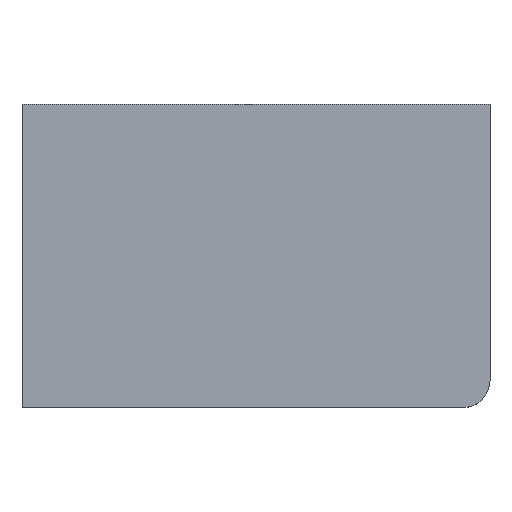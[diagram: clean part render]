
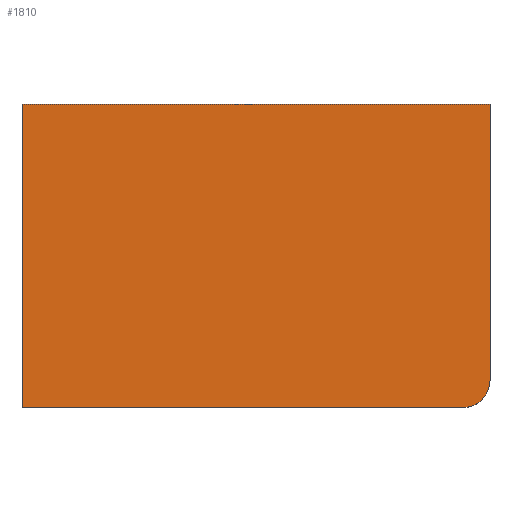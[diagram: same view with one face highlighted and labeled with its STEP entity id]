
A CAD part, top view. The second image highlights one B-rep face of the part: STEP entity #1810.
In plain terms, the highlighted planar face has unit normal (0, 0, 1).
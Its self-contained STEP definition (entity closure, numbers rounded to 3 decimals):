
#74 = PLANE('',#75);
#75 = AXIS2_PLACEMENT_3D('',#76,#77,#78);
#76 = CARTESIAN_POINT('',(44.046,-0.303,25.4));
#77 = DIRECTION('',(1.,0.,0.));
#78 = DIRECTION('',(0.,0.,-1.));
#103 = CYLINDRICAL_SURFACE('',#104,5.08);
#104 = AXIS2_PLACEMENT_3D('',#105,#106,#107);
#105 = CARTESIAN_POINT('',(38.966,-23.004,25.4));
#106 = DIRECTION('',(0.,0.,-1.));
#107 = DIRECTION('',(1.,0.,0.));
#145 = EDGE_CURVE('',#146,#148,#150,.T.);
#146 = VERTEX_POINT('',#147);
#147 = CARTESIAN_POINT('',(38.966,-28.084,25.4));
#148 = VERTEX_POINT('',#149);
#149 = CARTESIAN_POINT('',(44.046,-23.004,25.4));
#150 = SURFACE_CURVE('',#151,(#156,#163),.PCURVE_S1.);
#151 = CIRCLE('',#152,5.08);
#152 = AXIS2_PLACEMENT_3D('',#153,#154,#155);
#153 = CARTESIAN_POINT('',(38.966,-23.004,25.4));
#154 = DIRECTION('',(0.,0.,1.));
#155 = DIRECTION('',(1.,0.,0.));
#156 = PCURVE('',#103,#157);
#157 = DEFINITIONAL_REPRESENTATION('',(#158),#162);
#158 = LINE('',#159,#160);
#159 = CARTESIAN_POINT('',(6.283,0.));
#160 = VECTOR('',#161,1.);
#161 = DIRECTION('',(-1.,0.));
#162 = ( GEOMETRIC_REPRESENTATION_CONTEXT(2) 
PARAMETRIC_REPRESENTATION_CONTEXT() REPRESENTATION_CONTEXT('2D SPACE',''
  ) );
#163 = PCURVE('',#164,#169);
#164 = PLANE('',#165);
#165 = AXIS2_PLACEMENT_3D('',#166,#167,#168);
#166 = CARTESIAN_POINT('',(1.212,-0.303,25.4));
#167 = DIRECTION('',(0.,0.,1.));
#168 = DIRECTION('',(1.,0.,0.));
#169 = DEFINITIONAL_REPRESENTATION('',(#170),#174);
#170 = CIRCLE('',#171,5.08);
#171 = AXIS2_PLACEMENT_2D('',#172,#173);
#172 = CARTESIAN_POINT('',(37.754,-22.701));
#173 = DIRECTION('',(1.,0.));
#174 = ( GEOMETRIC_REPRESENTATION_CONTEXT(2) 
PARAMETRIC_REPRESENTATION_CONTEXT() REPRESENTATION_CONTEXT('2D SPACE',''
  ) );
#190 = PLANE('',#191);
#191 = AXIS2_PLACEMENT_3D('',#192,#193,#194);
#192 = CARTESIAN_POINT('',(1.212,-28.084,25.4));
#193 = DIRECTION('',(0.,1.,0.));
#194 = DIRECTION('',(0.,0.,1.));
#354 = VERTEX_POINT('',#355);
#355 = CARTESIAN_POINT('',(44.046,27.478,25.4));
#362 = PLANE('',#363);
#363 = AXIS2_PLACEMENT_3D('',#364,#365,#366);
#364 = CARTESIAN_POINT('',(1.212,27.478,25.4));
#365 = DIRECTION('',(0.,1.,0.));
#366 = DIRECTION('',(0.,0.,1.));
#405 = VERTEX_POINT('',#406);
#406 = CARTESIAN_POINT('',(-41.621,27.478,25.4));
#420 = PLANE('',#421);
#421 = AXIS2_PLACEMENT_3D('',#422,#423,#424);
#422 = CARTESIAN_POINT('',(-41.621,-0.303,25.4));
#423 = DIRECTION('',(1.,0.,0.));
#424 = DIRECTION('',(0.,0.,-1.));
#432 = EDGE_CURVE('',#405,#354,#433,.T.);
#433 = SURFACE_CURVE('',#434,(#438,#445),.PCURVE_S1.);
#434 = LINE('',#435,#436);
#435 = CARTESIAN_POINT('',(1.212,27.478,25.4));
#436 = VECTOR('',#437,1.);
#437 = DIRECTION('',(1.,0.,0.));
#438 = PCURVE('',#362,#439);
#439 = DEFINITIONAL_REPRESENTATION('',(#440),#444);
#440 = LINE('',#441,#442);
#441 = CARTESIAN_POINT('',(0.,0.));
#442 = VECTOR('',#443,1.);
#443 = DIRECTION('',(0.,1.));
#444 = ( GEOMETRIC_REPRESENTATION_CONTEXT(2) 
PARAMETRIC_REPRESENTATION_CONTEXT() REPRESENTATION_CONTEXT('2D SPACE',''
  ) );
#445 = PCURVE('',#164,#446);
#446 = DEFINITIONAL_REPRESENTATION('',(#447),#451);
#447 = LINE('',#448,#449);
#448 = CARTESIAN_POINT('',(0.,27.781));
#449 = VECTOR('',#450,1.);
#450 = DIRECTION('',(1.,0.));
#451 = ( GEOMETRIC_REPRESENTATION_CONTEXT(2) 
PARAMETRIC_REPRESENTATION_CONTEXT() REPRESENTATION_CONTEXT('2D SPACE',''
  ) );
#529 = VERTEX_POINT('',#530);
#530 = CARTESIAN_POINT('',(-41.621,-28.084,25.4));
#551 = EDGE_CURVE('',#405,#529,#552,.T.);
#552 = SURFACE_CURVE('',#553,(#557,#564),.PCURVE_S1.);
#553 = LINE('',#554,#555);
#554 = CARTESIAN_POINT('',(-41.621,-0.303,25.4));
#555 = VECTOR('',#556,1.);
#556 = DIRECTION('',(0.,-1.,0.));
#557 = PCURVE('',#420,#558);
#558 = DEFINITIONAL_REPRESENTATION('',(#559),#563);
#559 = LINE('',#560,#561);
#560 = CARTESIAN_POINT('',(0.,0.));
#561 = VECTOR('',#562,1.);
#562 = DIRECTION('',(0.,-1.));
#563 = ( GEOMETRIC_REPRESENTATION_CONTEXT(2) 
PARAMETRIC_REPRESENTATION_CONTEXT() REPRESENTATION_CONTEXT('2D SPACE',''
  ) );
#564 = PCURVE('',#164,#565);
#565 = DEFINITIONAL_REPRESENTATION('',(#566),#570);
#566 = LINE('',#567,#568);
#567 = CARTESIAN_POINT('',(-42.834,0.));
#568 = VECTOR('',#569,1.);
#569 = DIRECTION('',(0.,-1.));
#570 = ( GEOMETRIC_REPRESENTATION_CONTEXT(2) 
PARAMETRIC_REPRESENTATION_CONTEXT() REPRESENTATION_CONTEXT('2D SPACE',''
  ) );
#1810 = ADVANCED_FACE('',(#1811),#164,.T.);
#1811 = FACE_BOUND('',#1812,.T.);
#1812 = EDGE_LOOP('',(#1813,#1834,#1835,#1856,#1857));
#1813 = ORIENTED_EDGE('',*,*,#1814,.T.);
#1814 = EDGE_CURVE('',#529,#146,#1815,.T.);
#1815 = SURFACE_CURVE('',#1816,(#1820,#1827),.PCURVE_S1.);
#1816 = LINE('',#1817,#1818);
#1817 = CARTESIAN_POINT('',(1.212,-28.084,25.4));
#1818 = VECTOR('',#1819,1.);
#1819 = DIRECTION('',(1.,0.,0.));
#1820 = PCURVE('',#164,#1821);
#1821 = DEFINITIONAL_REPRESENTATION('',(#1822),#1826);
#1822 = LINE('',#1823,#1824);
#1823 = CARTESIAN_POINT('',(0.,-27.781));
#1824 = VECTOR('',#1825,1.);
#1825 = DIRECTION('',(1.,0.));
#1826 = ( GEOMETRIC_REPRESENTATION_CONTEXT(2) 
PARAMETRIC_REPRESENTATION_CONTEXT() REPRESENTATION_CONTEXT('2D SPACE',''
  ) );
#1827 = PCURVE('',#190,#1828);
#1828 = DEFINITIONAL_REPRESENTATION('',(#1829),#1833);
#1829 = LINE('',#1830,#1831);
#1830 = CARTESIAN_POINT('',(0.,0.));
#1831 = VECTOR('',#1832,1.);
#1832 = DIRECTION('',(0.,1.));
#1833 = ( GEOMETRIC_REPRESENTATION_CONTEXT(2) 
PARAMETRIC_REPRESENTATION_CONTEXT() REPRESENTATION_CONTEXT('2D SPACE',''
  ) );
#1834 = ORIENTED_EDGE('',*,*,#145,.T.);
#1835 = ORIENTED_EDGE('',*,*,#1836,.F.);
#1836 = EDGE_CURVE('',#354,#148,#1837,.T.);
#1837 = SURFACE_CURVE('',#1838,(#1842,#1849),.PCURVE_S1.);
#1838 = LINE('',#1839,#1840);
#1839 = CARTESIAN_POINT('',(44.046,-0.303,25.4));
#1840 = VECTOR('',#1841,1.);
#1841 = DIRECTION('',(0.,-1.,0.));
#1842 = PCURVE('',#164,#1843);
#1843 = DEFINITIONAL_REPRESENTATION('',(#1844),#1848);
#1844 = LINE('',#1845,#1846);
#1845 = CARTESIAN_POINT('',(42.834,0.));
#1846 = VECTOR('',#1847,1.);
#1847 = DIRECTION('',(0.,-1.));
#1848 = ( GEOMETRIC_REPRESENTATION_CONTEXT(2) 
PARAMETRIC_REPRESENTATION_CONTEXT() REPRESENTATION_CONTEXT('2D SPACE',''
  ) );
#1849 = PCURVE('',#74,#1850);
#1850 = DEFINITIONAL_REPRESENTATION('',(#1851),#1855);
#1851 = LINE('',#1852,#1853);
#1852 = CARTESIAN_POINT('',(0.,0.));
#1853 = VECTOR('',#1854,1.);
#1854 = DIRECTION('',(0.,-1.));
#1855 = ( GEOMETRIC_REPRESENTATION_CONTEXT(2) 
PARAMETRIC_REPRESENTATION_CONTEXT() REPRESENTATION_CONTEXT('2D SPACE',''
  ) );
#1856 = ORIENTED_EDGE('',*,*,#432,.F.);
#1857 = ORIENTED_EDGE('',*,*,#551,.T.);
